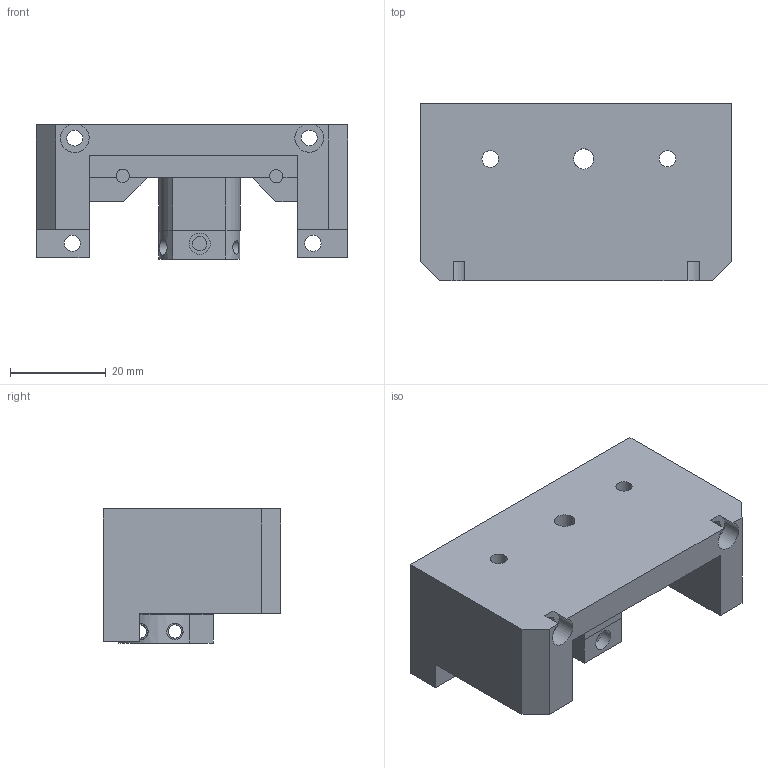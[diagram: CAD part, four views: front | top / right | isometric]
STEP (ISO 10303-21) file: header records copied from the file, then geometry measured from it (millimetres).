
FILE_DESCRIPTION(('FreeCAD Model'),'2;1');
FILE_NAME('Open CASCADE Shape Model','2023-11-13T16:11:24',(''),(''), 'Open CASCADE STEP processor 7.6','FreeCAD','Unknown');
FILE_SCHEMA(('AUTOMOTIVE_DESIGN { 1 0 10303 214 1 1 1 1 }'));
Length unit declared in the file: millimetre
Products named in the file (1): Hotend_mount_v5
Bounding box: 64.95 x 37.07 x 28 mm (x, y, z)
Volume: 35840.6 mm3; surface area: 12782.3 mm2
Topology: 1 solids, 1 shells, 103 faces, 263 edges, 171 vertices
Faces by surface type: plane 76, cylinder 27
Full cylindrical faces by diameter (mm): 2.79 x1, 2.791 x2, 2.799 x1, 2.8 x4, 3 x1, 3.3 x2, 3.382 x1, 3.389 x1, 3.4 x2, 3.415 x1, 3.466 x1, 4.244 x1, 4.251 x1, 4.44 x1
Entity records: 7250 total; most frequent: CARTESIAN_POINT 1844, DIRECTION 1017, LINE 653, VECTOR 653, ORIENTED_EDGE 526, PCURVE 526, DEFINITIONAL_REPRESENTATION 526, EDGE_CURVE 263
